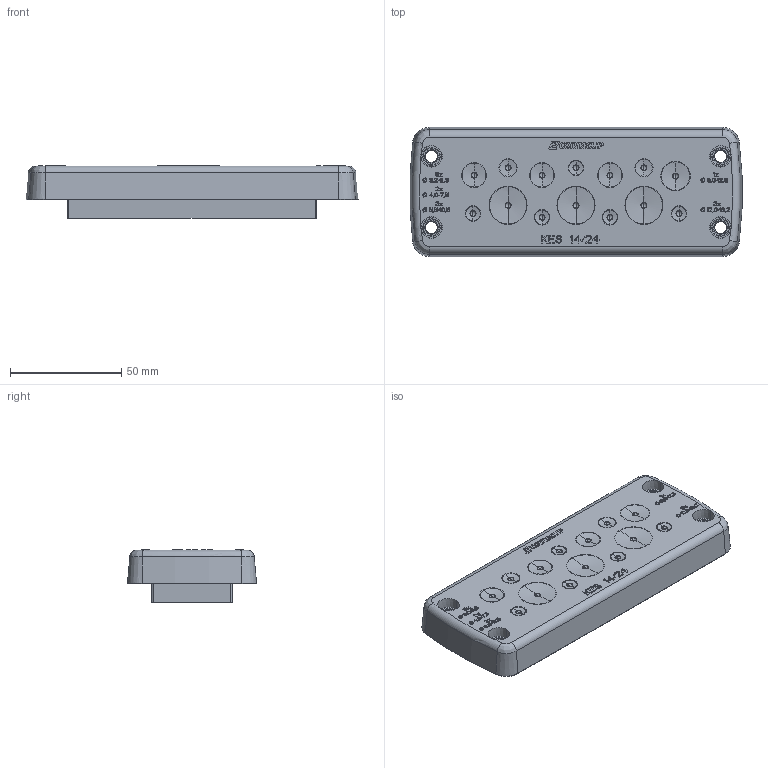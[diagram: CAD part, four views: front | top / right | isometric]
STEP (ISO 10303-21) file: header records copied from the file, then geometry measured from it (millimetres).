
FILE_DESCRIPTION(/* description */ (''),/* implementation_level */ '2;1');
FILE_NAME(/* name */ 'KES_14-24.stp',/* time_stamp */ '2018-01-25T11:13:04+01:00',/* author */ (''),/* organization */ (''),/* preprocessor_version */ 'ST-DEVELOPER v16',/* originating_system */ 'SIEMENS PLM Software NX 10.0',/* authorisation */ '');
FILE_SCHEMA (('CONFIG_CONTROL_DESIGN'));
Length unit declared in the file: millimetre
Products named in the file (1): KES_14-24
Bounding box: 149.26 x 58.07 x 23.65 mm (x, y, z)
Volume: 153198.9 mm3; surface area: 26017.5 mm2
Topology: 1 solids, 1 shells, 1905 faces, 5300 edges, 3499 vertices
Faces by surface type: plane 1651, torus 102, cone 62, sphere 56, cylinder 26, bspline 4, extrusion 4
Entity records: 60469 total; most frequent: CARTESIAN_POINT 11292, ORIENTED_EDGE 10544, DIRECTION 9509, EDGE_CURVE 5272, VECTOR 4685, LINE 4681, VERTEX_POINT 3499, AXIS2_PLACEMENT_3D 2412
